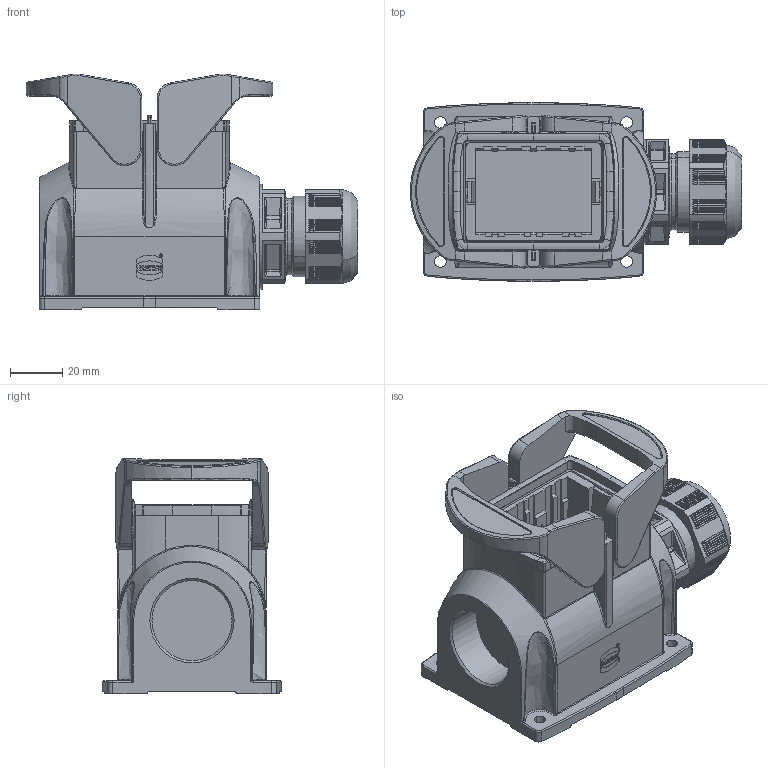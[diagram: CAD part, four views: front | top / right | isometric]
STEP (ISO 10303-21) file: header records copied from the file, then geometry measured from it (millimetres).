
FILE_DESCRIPTION(/* description */ (''),/* implementation_level */ '2;1');
FILE_NAME(/* name */ '100557374ugm000_b.stp',/* time_stamp */ '2017-11-06T07:35:57+01:00',/* author */ (''),/* organization */ (''),/* preprocessor_version */ 'ST-DEVELOPER v16',/* originating_system */ 'SIEMENS PLM Software NX 10.0',/* authorisation */ '');
FILE_SCHEMA (('AUTOMOTIVE_DESIGN { 1 0 10303 214 3 1 1 1 }'));
Products named in the file (1): 100557374ugm000_b
Bounding box: 126.4 x 68 x 89.95 mm (x, y, z)
Volume: 160021.1 mm3; surface area: 89692.9 mm2
Topology: 3 solids, 4 shells, 1904 faces, 5091 edges, 3200 vertices
Faces by surface type: plane 811, revolution 473, bspline 284, cylinder 246, cone 38, extrusion 28, torus 12, sphere 12
Full cylindrical faces by diameter (mm): 1.1 x1, 1.2 x2, 1.3 x1, 6.8 x4, 28 x1, 30.5 x2
Entity records: 85680 total; most frequent: CARTESIAN_POINT 28160, ORIENTED_EDGE 10064, DIRECTION 7835, EDGE_CURVE 5032, VERTEX_POINT 3194, VECTOR 2734, LINE 2706, AXIS2_PLACEMENT_3D 2314
